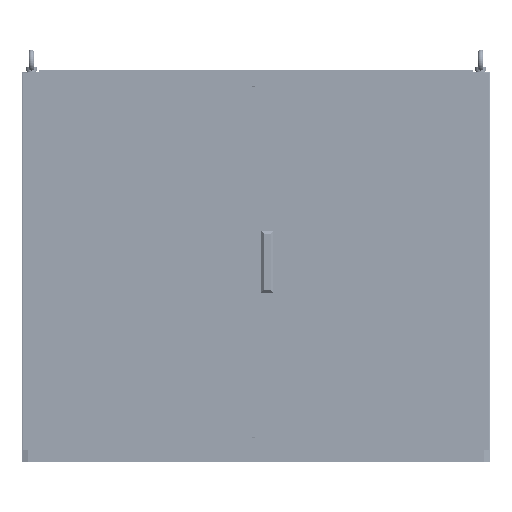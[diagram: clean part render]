
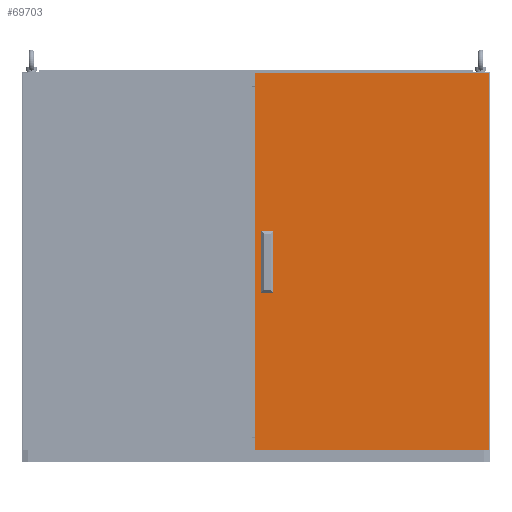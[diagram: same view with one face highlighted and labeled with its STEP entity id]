
A CAD part, top view. The second image highlights one B-rep face of the part: STEP entity #69703.
In plain terms, the highlighted planar face has unit normal (0, 0, 1).
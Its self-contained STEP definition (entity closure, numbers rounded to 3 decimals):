
#5115 = VECTOR ( 'NONE', #65760, 1000. ) ;
#5710 = DIRECTION ( 'NONE',  ( 0., 1., 0. ) ) ;
#7280 = LINE ( 'NONE', #267370, #275853 ) ;
#9775 = CARTESIAN_POINT ( 'NONE',  ( 41.5, 38.5, 0. ) ) ;
#14344 = VERTEX_POINT ( 'NONE', #26923 ) ;
#17045 = VERTEX_POINT ( 'NONE', #94848 ) ;
#18356 = CARTESIAN_POINT ( 'NONE',  ( 16.5, 38.5, 0. ) ) ;
#19078 = VECTOR ( 'NONE', #5710, 1000. ) ;
#19796 = ORIENTED_EDGE ( 'NONE', *, *, #224846, .F. ) ;
#21913 = DIRECTION ( 'NONE',  ( 0., -1., 0. ) ) ;
#22066 = ORIENTED_EDGE ( 'NONE', *, *, #116446, .F. ) ;
#23830 = EDGE_LOOP ( 'NONE', ( #87825, #147956, #58585, #22066 ) ) ;
#26923 = CARTESIAN_POINT ( 'NONE',  ( 16.5, 88.5, 0. ) ) ;
#27665 = CARTESIAN_POINT ( 'NONE',  ( -3., -470., 0. ) ) ;
#28004 = ORIENTED_EDGE ( 'NONE', *, *, #182883, .F. ) ;
#28582 = VECTOR ( 'NONE', #95514, 1000. ) ;
#29756 = EDGE_CURVE ( 'NONE', #235915, #31356, #134993, .T. ) ;
#31356 = VERTEX_POINT ( 'NONE', #259685 ) ;
#31576 = DIRECTION ( 'NONE',  ( 1., 0., 0. ) ) ;
#32177 = EDGE_CURVE ( 'NONE', #252111, #176989, #7280, .T. ) ;
#33820 = DIRECTION ( 'NONE',  ( 0., 1., 0. ) ) ;
#33840 = CARTESIAN_POINT ( 'NONE',  ( 41.5, -61.5, 0. ) ) ;
#41896 = EDGE_LOOP ( 'NONE', ( #92860, #81070, #204877, #52072 ) ) ;
#41969 = AXIS2_PLACEMENT_3D ( 'NONE', #237710, #67648, #194057 ) ;
#42350 = VECTOR ( 'NONE', #221199, 1000. ) ;
#49115 = VECTOR ( 'NONE', #119653, 1000. ) ;
#49803 = LINE ( 'NONE', #135495, #42350 ) ;
#52072 = ORIENTED_EDGE ( 'NONE', *, *, #141841, .T. ) ;
#58585 = ORIENTED_EDGE ( 'NONE', *, *, #162631, .F. ) ;
#60304 = CARTESIAN_POINT ( 'NONE',  ( 41.5, 88.5, 0. ) ) ;
#65760 = DIRECTION ( 'NONE',  ( -1., 0., 0. ) ) ;
#67648 = DIRECTION ( 'NONE',  ( 0., 0., 1. ) ) ;
#69703 = ADVANCED_FACE ( 'NONE', ( #108496, #171589, #90185 ), #86035, .T. ) ;
#76318 = EDGE_CURVE ( 'NONE', #96540, #102282, #49803, .T. ) ;
#78806 = CARTESIAN_POINT ( 'NONE',  ( 16.5, -61.5, 0. ) ) ;
#79307 = LINE ( 'NONE', #121521, #100728 ) ;
#80475 = EDGE_CURVE ( 'NONE', #102282, #235915, #221964, .T. ) ;
#81070 = ORIENTED_EDGE ( 'NONE', *, *, #80475, .T. ) ;
#81106 = LINE ( 'NONE', #231437, #102560 ) ;
#85286 = LINE ( 'NONE', #170861, #141111 ) ;
#86035 = PLANE ( 'NONE',  #41969 ) ;
#87572 = LINE ( 'NONE', #149309, #243339 ) ;
#87825 = ORIENTED_EDGE ( 'NONE', *, *, #126453, .F. ) ;
#89940 = CARTESIAN_POINT ( 'NONE',  ( -3., 497., 0. ) ) ;
#90185 = FACE_OUTER_BOUND ( 'NONE', #41896, .T. ) ;
#92860 = ORIENTED_EDGE ( 'NONE', *, *, #76318, .T. ) ;
#94848 = CARTESIAN_POINT ( 'NONE',  ( 41.5, -11.5, 0. ) ) ;
#95514 = DIRECTION ( 'NONE',  ( 1., 0., 0. ) ) ;
#96540 = VERTEX_POINT ( 'NONE', #89940 ) ;
#98313 = LINE ( 'NONE', #9775, #28582 ) ;
#99893 = LINE ( 'NONE', #78806, #49115 ) ;
#100728 = VECTOR ( 'NONE', #31576, 1000. ) ;
#102282 = VERTEX_POINT ( 'NONE', #27665 ) ;
#102560 = VECTOR ( 'NONE', #211678, 1000. ) ;
#105877 = EDGE_CURVE ( 'NONE', #176989, #14344, #87572, .T. ) ;
#108496 = FACE_BOUND ( 'NONE', #163778, .T. ) ;
#112791 = DIRECTION ( 'NONE',  ( -1., 0., 0. ) ) ;
#113990 = CARTESIAN_POINT ( 'NONE',  ( 597., 497., 0. ) ) ;
#116446 = EDGE_CURVE ( 'NONE', #231549, #142505, #79307, .T. ) ;
#119653 = DIRECTION ( 'NONE',  ( 0., -1., 0. ) ) ;
#119687 = DIRECTION ( 'NONE',  ( 0., 1., 0. ) ) ;
#121521 = CARTESIAN_POINT ( 'NONE',  ( 41.5, -61.5, 0. ) ) ;
#126453 = EDGE_CURVE ( 'NONE', #145050, #231549, #99893, .T. ) ;
#126956 = CARTESIAN_POINT ( 'NONE',  ( 41.5, -61.5, 0. ) ) ;
#134672 = ORIENTED_EDGE ( 'NONE', *, *, #32177, .F. ) ;
#134993 = LINE ( 'NONE', #113990, #19078 ) ;
#135495 = CARTESIAN_POINT ( 'NONE',  ( -3., 497., 0. ) ) ;
#136772 = CARTESIAN_POINT ( 'NONE',  ( 41.5, 38.5, 0. ) ) ;
#141111 = VECTOR ( 'NONE', #21913, 1000. ) ;
#141841 = EDGE_CURVE ( 'NONE', #31356, #96540, #234390, .T. ) ;
#142505 = VERTEX_POINT ( 'NONE', #126956 ) ;
#145050 = VERTEX_POINT ( 'NONE', #260942 ) ;
#147956 = ORIENTED_EDGE ( 'NONE', *, *, #193772, .F. ) ;
#149309 = CARTESIAN_POINT ( 'NONE',  ( 41.5, 88.5, 0. ) ) ;
#162631 = EDGE_CURVE ( 'NONE', #142505, #17045, #226386, .T. ) ;
#163778 = EDGE_LOOP ( 'NONE', ( #28004, #203080, #134672, #19796 ) ) ;
#170861 = CARTESIAN_POINT ( 'NONE',  ( 16.5, 38.5, 0. ) ) ;
#171589 = FACE_BOUND ( 'NONE', #23830, .T. ) ;
#176989 = VERTEX_POINT ( 'NONE', #60304 ) ;
#182883 = EDGE_CURVE ( 'NONE', #14344, #211758, #85286, .T. ) ;
#193772 = EDGE_CURVE ( 'NONE', #17045, #145050, #81106, .T. ) ;
#194057 = DIRECTION ( 'NONE',  ( 1., 0., 0. ) ) ;
#203080 = ORIENTED_EDGE ( 'NONE', *, *, #105877, .F. ) ;
#204877 = ORIENTED_EDGE ( 'NONE', *, *, #29756, .T. ) ;
#211678 = DIRECTION ( 'NONE',  ( -1., 0., 0. ) ) ;
#211758 = VERTEX_POINT ( 'NONE', #18356 ) ;
#215005 = VECTOR ( 'NONE', #264304, 1000. ) ;
#215975 = CARTESIAN_POINT ( 'NONE',  ( 597., -470., 0. ) ) ;
#221199 = DIRECTION ( 'NONE',  ( 0., -1., 0. ) ) ;
#221964 = LINE ( 'NONE', #262935, #215005 ) ;
#222759 = VECTOR ( 'NONE', #119687, 1000. ) ;
#224846 = EDGE_CURVE ( 'NONE', #211758, #252111, #98313, .T. ) ;
#226386 = LINE ( 'NONE', #33840, #222759 ) ;
#226510 = CARTESIAN_POINT ( 'NONE',  ( 16.5, -61.5, 0. ) ) ;
#231437 = CARTESIAN_POINT ( 'NONE',  ( 41.5, -11.5, 0. ) ) ;
#231549 = VERTEX_POINT ( 'NONE', #226510 ) ;
#231609 = CARTESIAN_POINT ( 'NONE',  ( -3., 497., 0. ) ) ;
#234390 = LINE ( 'NONE', #231609, #5115 ) ;
#235915 = VERTEX_POINT ( 'NONE', #215975 ) ;
#237710 = CARTESIAN_POINT ( 'NONE',  ( 0., 0., 0. ) ) ;
#243339 = VECTOR ( 'NONE', #112791, 1000. ) ;
#252111 = VERTEX_POINT ( 'NONE', #136772 ) ;
#259685 = CARTESIAN_POINT ( 'NONE',  ( 597., 497., 0. ) ) ;
#260942 = CARTESIAN_POINT ( 'NONE',  ( 16.5, -11.5, 0. ) ) ;
#262935 = CARTESIAN_POINT ( 'NONE',  ( -3., -470., 0. ) ) ;
#264304 = DIRECTION ( 'NONE',  ( 1., 0., 0. ) ) ;
#267370 = CARTESIAN_POINT ( 'NONE',  ( 41.5, 38.5, 0. ) ) ;
#275853 = VECTOR ( 'NONE', #33820, 1000. ) ;
